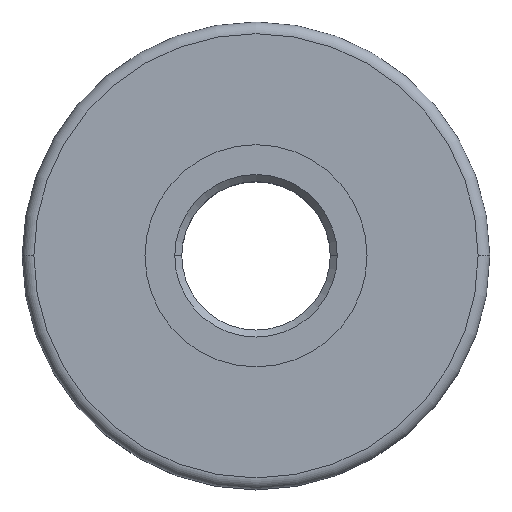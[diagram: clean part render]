
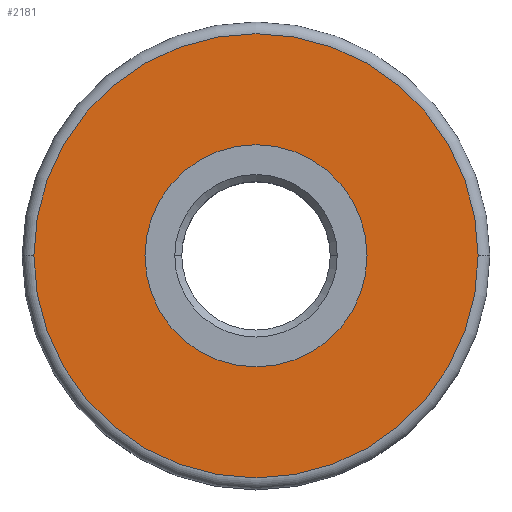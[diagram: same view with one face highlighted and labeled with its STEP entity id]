
A CAD part, top view. The second image highlights one B-rep face of the part: STEP entity #2181.
In plain terms, the highlighted planar face has unit normal (0, 0, 1).
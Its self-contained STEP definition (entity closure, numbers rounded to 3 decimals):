
#421 = EDGE_CURVE ( 'NONE', #8093, #8144, #4851, .T. ) ;
#422 = EDGE_CURVE ( 'NONE', #8149, #8153, #4850, .T. ) ;
#2181 = ADVANCED_FACE ( 'NONE', ( #5305, #5313 ), #6729, .T. ) ;
#2452 = EDGE_LOOP ( 'NONE', ( #8278, #8279 ) ) ;
#2457 = EDGE_LOOP ( 'NONE', ( #8276, #8277 ) ) ;
#2609 = EDGE_CURVE ( 'NONE', #8153, #8149, #7422, .T. ) ;
#2615 = EDGE_CURVE ( 'NONE', #8144, #8093, #7432, .T. ) ;
#4587 = AXIS2_PLACEMENT_3D ( 'NONE', #5460, #5461, #5462 ) ;
#4588 = AXIS2_PLACEMENT_3D ( 'NONE', #5463, #5464, #5465 ) ;
#4850 = CIRCLE ( 'NONE', #4588, 9.5 ) ;
#4851 = CIRCLE ( 'NONE', #4587, 4.75 ) ;
#5305 = FACE_BOUND ( 'NONE', #2457, .T. ) ;
#5313 = FACE_OUTER_BOUND ( 'NONE', #2452, .T. ) ;
#5460 = CARTESIAN_POINT ( 'NONE',  ( 0., 0., 5. ) ) ;
#5461 = DIRECTION ( 'NONE',  ( 0., 0., 1. ) ) ;
#5462 = DIRECTION ( 'NONE',  ( 1., 0., 0. ) ) ;
#5463 = CARTESIAN_POINT ( 'NONE',  ( 0., 0., 5. ) ) ;
#5464 = DIRECTION ( 'NONE',  ( 0., 0., 1. ) ) ;
#5465 = DIRECTION ( 'NONE',  ( 1., 0., 0. ) ) ;
#6727 = DIRECTION ( 'NONE',  ( 0., 0., 1. ) ) ;
#6728 = CARTESIAN_POINT ( 'NONE',  ( 0., 0., 5. ) ) ;
#6729 = PLANE ( 'NONE',  #7117 ) ;
#6731 = DIRECTION ( 'NONE',  ( 1., 0., 0. ) ) ;
#7083 = CARTESIAN_POINT ( 'NONE',  ( 0., 0., 5. ) ) ;
#7084 = DIRECTION ( 'NONE',  ( 0., 0., 1. ) ) ;
#7085 = DIRECTION ( 'NONE',  ( 1., 0., 0. ) ) ;
#7097 = CARTESIAN_POINT ( 'NONE',  ( 0., 0., 5. ) ) ;
#7098 = DIRECTION ( 'NONE',  ( 0., 0., 1. ) ) ;
#7099 = DIRECTION ( 'NONE',  ( 1., 0., 0. ) ) ;
#7117 = AXIS2_PLACEMENT_3D ( 'NONE', #6728, #6727, #6731 ) ;
#7187 = AXIS2_PLACEMENT_3D ( 'NONE', #7083, #7084, #7085 ) ;
#7191 = AXIS2_PLACEMENT_3D ( 'NONE', #7097, #7098, #7099 ) ;
#7422 = CIRCLE ( 'NONE', #7187, 9.5 ) ;
#7432 = CIRCLE ( 'NONE', #7191, 4.75 ) ;
#7964 = CARTESIAN_POINT ( 'NONE',  ( -4.75, 0., 5. ) ) ;
#7983 = CARTESIAN_POINT ( 'NONE',  ( 4.75, 0., 5. ) ) ;
#7988 = CARTESIAN_POINT ( 'NONE',  ( -9.5, 0., 5. ) ) ;
#7992 = CARTESIAN_POINT ( 'NONE',  ( 9.5, 0., 5. ) ) ;
#8093 = VERTEX_POINT ( 'NONE', #7964 ) ;
#8144 = VERTEX_POINT ( 'NONE', #7983 ) ;
#8149 = VERTEX_POINT ( 'NONE', #7988 ) ;
#8153 = VERTEX_POINT ( 'NONE', #7992 ) ;
#8276 = ORIENTED_EDGE ( 'NONE', *, *, #2615, .F. ) ;
#8277 = ORIENTED_EDGE ( 'NONE', *, *, #421, .F. ) ;
#8278 = ORIENTED_EDGE ( 'NONE', *, *, #2609, .T. ) ;
#8279 = ORIENTED_EDGE ( 'NONE', *, *, #422, .T. ) ;
